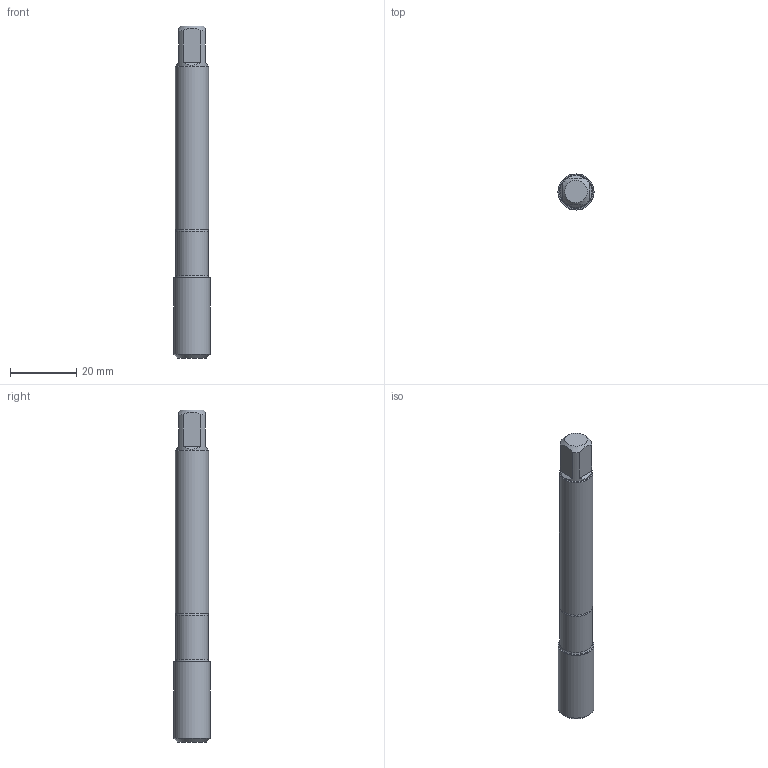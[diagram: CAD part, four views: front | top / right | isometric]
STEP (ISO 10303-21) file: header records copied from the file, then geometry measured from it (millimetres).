
FILE_DESCRIPTION(/* description */ (''),/* implementation_level */ '2;1');
FILE_NAME(/* name */ 'tool.stp',/* time_stamp */ '2022-03-29T13:38:28+02:00',/* author */ (''),/* organization */ ('SMS'),/* preprocessor_version */ 'ST-DEVELOPER v16.7',/* originating_system */ 'SIEMENS PLM Software NX 12.0',/* authorisation */ '');
FILE_SCHEMA (('AUTOMOTIVE_DESIGN { 1 0 10303 214 3 1 1 1 }'));
Length unit declared in the file: millimetre
Products named in the file (1): Tool
Bounding box: 10.88 x 10.88 x 100.2 mm (x, y, z)
Volume: 7911.8 mm3; surface area: 3477.2 mm2
Topology: 2 solids, 2 shells, 23 faces, 51 edges, 36 vertices
Faces by surface type: plane 13, cylinder 4, cone 4, torus 2
Full cylindrical faces by diameter (mm): 9.6 x1, 9.7 x1, 10 x1, 10.88 x1
Entity records: 657 total; most frequent: CARTESIAN_POINT 130, DIRECTION 106, ORIENTED_EDGE 72, AXIS2_PLACEMENT_3D 47, EDGE_CURVE 36, EDGE_LOOP 34, VERTEX_POINT 28, ADVANCED_FACE 23
